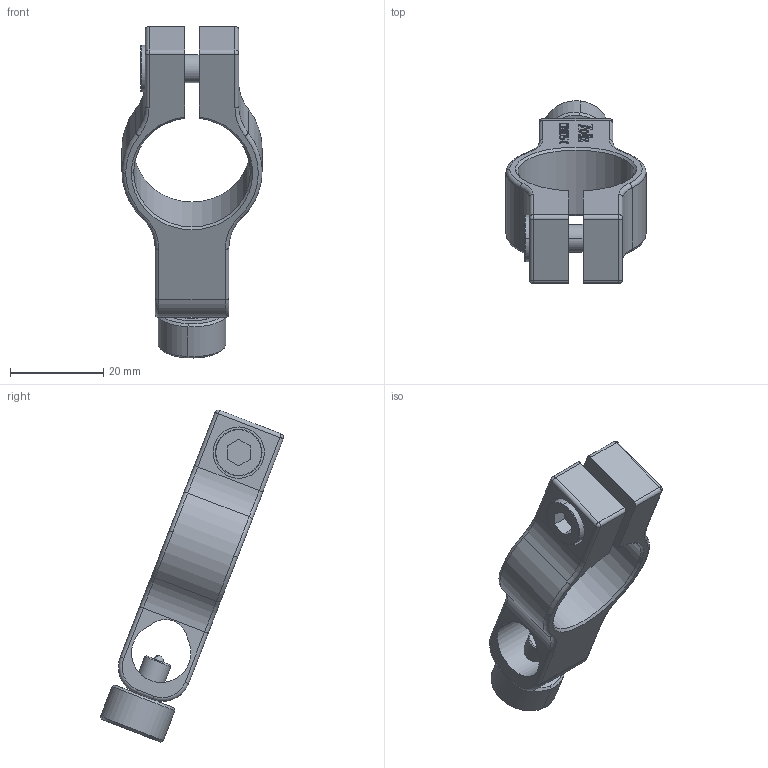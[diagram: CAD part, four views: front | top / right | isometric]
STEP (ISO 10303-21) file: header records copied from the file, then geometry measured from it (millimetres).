
FILE_DESCRIPTION (( 'STEP AP203' ), '1' );
FILE_NAME ('CRTB25-C.STEP', '2025-06-30T01:18:33', ( '' ), ( '' ), 'SwSTEP 2.0', 'SolidWorks 2020', '' );
FILE_SCHEMA (( 'CONFIG_CONTROL_DESIGN' ));
Length unit declared in the file: millimetre
Products named in the file (1): CRTB25-C
Bounding box: 30 x 39.23 x 71.12 mm (x, y, z)
Volume: 11279.4 mm3; surface area: 8049.8 mm2
Topology: 6 solids, 6 shells, 497 faces, 1294 edges, 835 vertices
Faces by surface type: plane 276, cylinder 86, bspline 79, cone 26, torus 24, sphere 6
Entity records: 20133 total; most frequent: CARTESIAN_POINT 8421, ORIENTED_EDGE 2574, DIRECTION 2116, EDGE_CURVE 1287, LINE 868, VECTOR 868, VERTEX_POINT 834, AXIS2_PLACEMENT_3D 624
